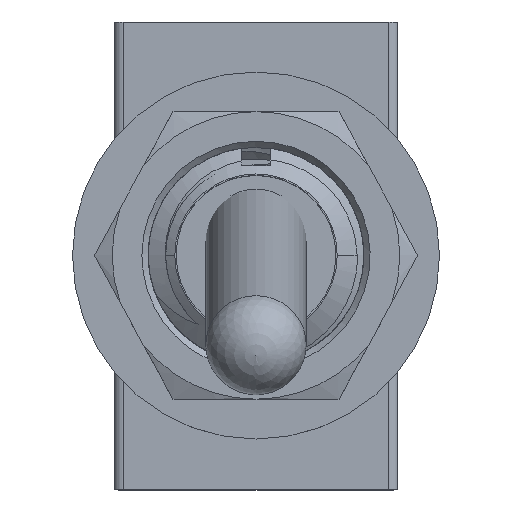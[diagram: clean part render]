
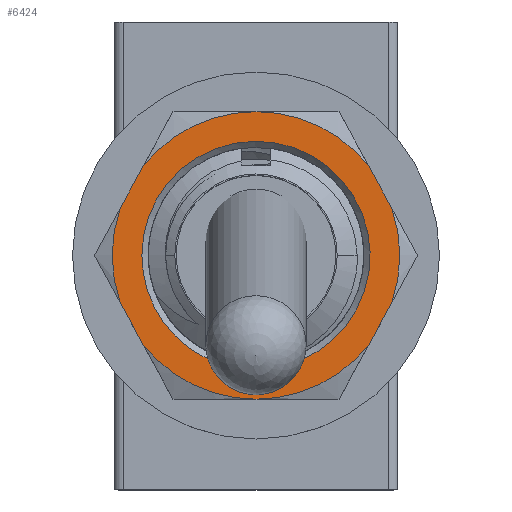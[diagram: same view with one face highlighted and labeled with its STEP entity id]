
A CAD part, top view. The second image highlights one B-rep face of the part: STEP entity #6424.
In plain terms, the highlighted planar face has unit normal (0, 0, 1).
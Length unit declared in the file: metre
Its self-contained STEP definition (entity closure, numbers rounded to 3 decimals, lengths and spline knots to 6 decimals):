
#797=LINE('',#12214,#1376);
#800=LINE('',#12235,#1379);
#804=LINE('',#12325,#1383);
#806=LINE('',#12341,#1385);
#1376=VECTOR('',#8669,1.);
#1379=VECTOR('',#8674,1.);
#1383=VECTOR('',#8708,1.);
#1385=VECTOR('',#8720,1.);
#3383=ORIENTED_EDGE('',*,*,#4309,.F.);
#3384=ORIENTED_EDGE('',*,*,#4345,.F.);
#3385=ORIENTED_EDGE('',*,*,#4350,.F.);
#3386=ORIENTED_EDGE('',*,*,#4355,.F.);
#3387=ORIENTED_EDGE('',*,*,#4353,.F.);
#3388=ORIENTED_EDGE('',*,*,#4332,.F.);
#3389=ORIENTED_EDGE('',*,*,#4349,.F.);
#3390=ORIENTED_EDGE('',*,*,#4347,.F.);
#3391=ORIENTED_EDGE('',*,*,#4360,.T.);
#3392=ORIENTED_EDGE('',*,*,#4359,.F.);
#3393=ORIENTED_EDGE('',*,*,#4326,.F.);
#4309=EDGE_CURVE('',#4984,#4984,#5190,.T.);
#4326=EDGE_CURVE('',#4998,#5000,#797,.T.);
#4332=EDGE_CURVE('',#5003,#5005,#800,.T.);
#4345=EDGE_CURVE('',#5012,#4998,#5198,.T.);
#4347=EDGE_CURVE('',#5013,#5008,#5199,.T.);
#4349=EDGE_CURVE('',#5008,#5003,#5200,.T.);
#4350=EDGE_CURVE('',#5014,#5012,#5201,.T.);
#4353=EDGE_CURVE('',#5005,#5016,#5202,.T.);
#4355=EDGE_CURVE('',#5016,#5014,#804,.T.);
#4359=EDGE_CURVE('',#5000,#5017,#5203,.T.);
#4360=EDGE_CURVE('',#5013,#5017,#806,.T.);
#4984=VERTEX_POINT('',#12161);
#4998=VERTEX_POINT('',#12212);
#5000=VERTEX_POINT('',#12215);
#5003=VERTEX_POINT('',#12233);
#5005=VERTEX_POINT('',#12236);
#5008=VERTEX_POINT('',#12254);
#5012=VERTEX_POINT('',#12291);
#5013=VERTEX_POINT('',#12298);
#5014=VERTEX_POINT('',#12307);
#5016=VERTEX_POINT('',#12319);
#5017=VERTEX_POINT('',#12338);
#5190=CIRCLE('',#7093,0.003175);
#5198=CIRCLE('',#7112,0.004001);
#5199=CIRCLE('',#7114,0.004001);
#5200=CIRCLE('',#7116,0.004001);
#5201=CIRCLE('',#7118,0.004001);
#5202=CIRCLE('',#7120,0.004001);
#5203=CIRCLE('',#7125,0.004001);
#5556=EDGE_LOOP('',(#3383));
#5557=EDGE_LOOP('',(#3384,#3385,#3386,#3387,#3388,#3389,#3390,#3391,#3392,
#3393));
#5913=FACE_BOUND('',#5556,.T.);
#5914=FACE_BOUND('',#5557,.T.);
#6093=PLANE('',#7126);
#6424=ADVANCED_FACE('',(#5913,#5914),#6093,.T.);
#7093=AXIS2_PLACEMENT_3D('',#12160,#8639,#8640);
#7112=AXIS2_PLACEMENT_3D('',#12290,#8688,#8689);
#7114=AXIS2_PLACEMENT_3D('',#12297,#8692,#8693);
#7116=AXIS2_PLACEMENT_3D('',#12304,#8696,#8697);
#7118=AXIS2_PLACEMENT_3D('',#12306,#8700,#8701);
#7120=AXIS2_PLACEMENT_3D('',#12318,#8704,#8705);
#7125=AXIS2_PLACEMENT_3D('',#12339,#8716,#8717);
#7126=AXIS2_PLACEMENT_3D('',#12340,#8718,#8719);
#8639=DIRECTION('',(0.,0.,1.));
#8640=DIRECTION('',(-1.,0.,0.));
#8669=DIRECTION('',(-0.48,0.878,0.));
#8674=DIRECTION('',(0.48,-0.878,0.));
#8688=DIRECTION('',(0.,0.,-1.));
#8689=DIRECTION('',(0.,-1.,0.));
#8692=DIRECTION('',(0.,0.,-1.));
#8693=DIRECTION('',(-0.786,0.618,0.));
#8696=DIRECTION('',(0.,0.,-1.));
#8697=DIRECTION('',(0.,1.,0.));
#8700=DIRECTION('',(0.,0.,-1.));
#8701=DIRECTION('',(0.786,-0.618,0.));
#8704=DIRECTION('',(0.,0.,-1.));
#8705=DIRECTION('',(0.945,0.327,0.));
#8708=DIRECTION('',(-0.48,-0.878,0.));
#8716=DIRECTION('',(0.,0.,-1.));
#8717=DIRECTION('',(-0.945,-0.327,0.));
#8718=DIRECTION('',(0.,0.,1.));
#8719=DIRECTION('',(1.,0.,0.));
#8720=DIRECTION('',(-0.48,-0.878,0.));
#12160=CARTESIAN_POINT('',(0.,0.,
0.018762));
#12161=CARTESIAN_POINT('',(-0.003175,0.,0.018762));
#12212=CARTESIAN_POINT('',(-0.003144,-0.002474,0.018762));
#12214=CARTESIAN_POINT('',(-0.01203,0.013788,0.018762));
#12215=CARTESIAN_POINT('',(-0.00378,-0.00131,0.018762));
#12233=CARTESIAN_POINT('',(0.003144,0.002474,0.018762));
#12235=CARTESIAN_POINT('',(0.01203,-0.013788,0.018762));
#12236=CARTESIAN_POINT('',(0.00378,0.00131,0.018762));
#12254=CARTESIAN_POINT('',(0.,0.004001,0.018762));
#12290=CARTESIAN_POINT('',(0.,0.,0.018762));
#12291=CARTESIAN_POINT('',(0.,-0.004001,0.018762));
#12297=CARTESIAN_POINT('',(0.,0.,0.018762));
#12298=CARTESIAN_POINT('',(-0.003144,0.002474,0.018762));
#12304=CARTESIAN_POINT('',(0.,0.,
0.018762));
#12306=CARTESIAN_POINT('',(0.,0.,0.018762));
#12307=CARTESIAN_POINT('',(0.003144,-0.002474,0.018762));
#12318=CARTESIAN_POINT('',(0.,0.,0.018762));
#12319=CARTESIAN_POINT('',(0.00378,-0.00131,0.018762));
#12325=CARTESIAN_POINT('',(-0.005225,-0.017788,0.018762));
#12338=CARTESIAN_POINT('',(-0.00378,0.00131,0.018762));
#12339=CARTESIAN_POINT('',(0.,0.,0.018762));
#12340=CARTESIAN_POINT('',(-0.020333,0.020053,0.018762));
#12341=CARTESIAN_POINT('',(0.000301,0.008777,0.018762));
